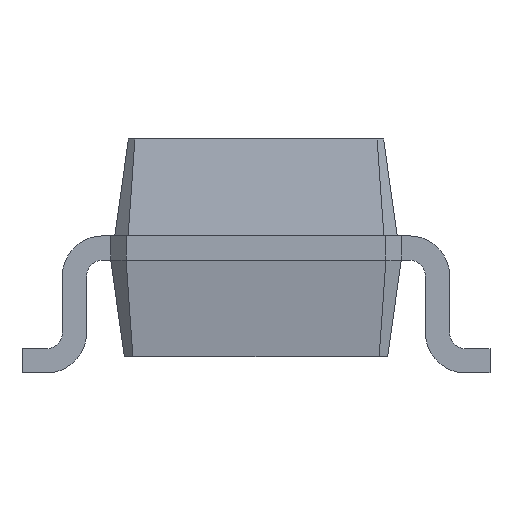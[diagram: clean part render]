
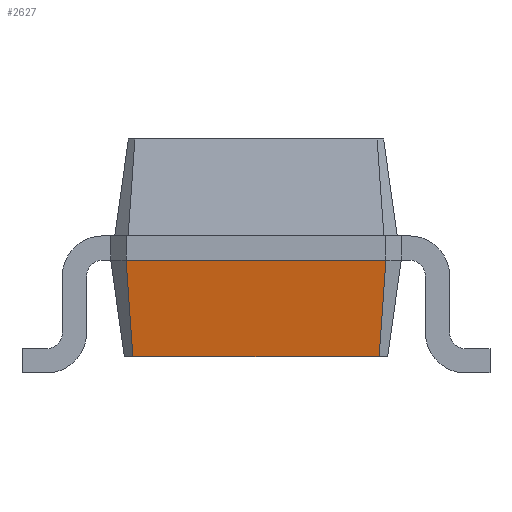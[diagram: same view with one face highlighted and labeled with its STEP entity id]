
A CAD part, left-side view. The second image highlights one B-rep face of the part: STEP entity #2627.
In plain terms, the highlighted free-form (B-spline) face has degree [1, 1] with [2, 2] control points.
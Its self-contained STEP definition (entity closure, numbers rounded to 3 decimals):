
#810 = PLANE('',#811);
#811 = AXIS2_PLACEMENT_3D('',#812,#813,#814);
#812 = CARTESIAN_POINT('',(-1.466,-0.763,0.1));
#813 = DIRECTION('',(0.,0.,1.));
#814 = DIRECTION('',(0.887,0.462,0.));
#837 = B_SPLINE_SURFACE_WITH_KNOTS('',1,1,(
    (#838,#839)
    ,(#840,#841
    )),.UNSPECIFIED.,.F.,.F.,.F.,(2,2),(2,2),(0.,0.134),(0.,1.)
  ,.PIECEWISE_BEZIER_KNOTS.);
#838 = CARTESIAN_POINT('',(-1.413,-0.816,0.1));
#839 = CARTESIAN_POINT('',(-1.455,-0.9,0.7));
#840 = CARTESIAN_POINT('',(-1.466,-0.763,0.1));
#841 = CARTESIAN_POINT('',(-1.55,-0.805,0.7));
#1415 = EDGE_CURVE('',#1416,#1418,#1420,.T.);
#1416 = VERTEX_POINT('',#1417);
#1417 = CARTESIAN_POINT('',(-1.466,-0.763,0.1));
#1418 = VERTEX_POINT('',#1419);
#1419 = CARTESIAN_POINT('',(-1.466,0.763,0.1));
#1420 = SURFACE_CURVE('',#1421,(#1425,#1432),.PCURVE_S1.);
#1421 = LINE('',#1422,#1423);
#1422 = CARTESIAN_POINT('',(-1.466,-0.763,0.1));
#1423 = VECTOR('',#1424,1.);
#1424 = DIRECTION('',(0.,1.,0.));
#1425 = PCURVE('',#810,#1426);
#1426 = DEFINITIONAL_REPRESENTATION('',(#1427),#1431);
#1427 = LINE('',#1428,#1429);
#1428 = CARTESIAN_POINT('',(0.,0.));
#1429 = VECTOR('',#1430,1.);
#1430 = DIRECTION('',(0.462,0.887));
#1431 = ( GEOMETRIC_REPRESENTATION_CONTEXT(2) 
PARAMETRIC_REPRESENTATION_CONTEXT() REPRESENTATION_CONTEXT('2D SPACE',''
  ) );
#1432 = PCURVE('',#1433,#1438);
#1433 = B_SPLINE_SURFACE_WITH_KNOTS('',1,1,(
    (#1434,#1435)
    ,(#1436,#1437
    )),.UNSPECIFIED.,.F.,.F.,.F.,(2,2),(2,2),(0.,1.61),(0.,1.),
  .PIECEWISE_BEZIER_KNOTS.);
#1434 = CARTESIAN_POINT('',(-1.466,-0.763,0.1));
#1435 = CARTESIAN_POINT('',(-1.55,-0.805,0.7));
#1436 = CARTESIAN_POINT('',(-1.466,0.763,0.1));
#1437 = CARTESIAN_POINT('',(-1.55,0.805,0.7));
#1438 = DEFINITIONAL_REPRESENTATION('',(#1439),#1442);
#1439 = B_SPLINE_CURVE_WITH_KNOTS('',1,(#1440,#1441),.UNSPECIFIED.,.F.,
  .F.,(2,2),(0.,1.526),.PIECEWISE_BEZIER_KNOTS.);
#1440 = CARTESIAN_POINT('',(0.,0.));
#1441 = CARTESIAN_POINT('',(1.61,0.));
#1442 = ( GEOMETRIC_REPRESENTATION_CONTEXT(2) 
PARAMETRIC_REPRESENTATION_CONTEXT() REPRESENTATION_CONTEXT('2D SPACE',''
  ) );
#1460 = B_SPLINE_SURFACE_WITH_KNOTS('',1,1,(
    (#1461,#1462)
    ,(#1463,#1464
    )),.UNSPECIFIED.,.F.,.F.,.F.,(2,2),(2,2),(0.,0.134),(0.,1.)
  ,.PIECEWISE_BEZIER_KNOTS.);
#1461 = CARTESIAN_POINT('',(-1.466,0.763,0.1));
#1462 = CARTESIAN_POINT('',(-1.55,0.805,0.7));
#1463 = CARTESIAN_POINT('',(-1.413,0.816,0.1));
#1464 = CARTESIAN_POINT('',(-1.455,0.9,0.7));
#1650 = EDGE_CURVE('',#1416,#1651,#1653,.T.);
#1651 = VERTEX_POINT('',#1652);
#1652 = CARTESIAN_POINT('',(-1.55,-0.805,0.7));
#1653 = SURFACE_CURVE('',#1654,(#1657,#1664),.PCURVE_S1.);
#1654 = B_SPLINE_CURVE_WITH_KNOTS('',1,(#1655,#1656),.UNSPECIFIED.,.F.,
  .F.,(2,2),(0.,1.),.PIECEWISE_BEZIER_KNOTS.);
#1655 = CARTESIAN_POINT('',(-1.466,-0.763,0.1));
#1656 = CARTESIAN_POINT('',(-1.55,-0.805,0.7));
#1657 = PCURVE('',#837,#1658);
#1658 = DEFINITIONAL_REPRESENTATION('',(#1659),#1663);
#1659 = LINE('',#1660,#1661);
#1660 = CARTESIAN_POINT('',(0.134,0.));
#1661 = VECTOR('',#1662,1.);
#1662 = DIRECTION('',(0.,1.));
#1663 = ( GEOMETRIC_REPRESENTATION_CONTEXT(2) 
PARAMETRIC_REPRESENTATION_CONTEXT() REPRESENTATION_CONTEXT('2D SPACE',''
  ) );
#1664 = PCURVE('',#1433,#1665);
#1665 = DEFINITIONAL_REPRESENTATION('',(#1666),#1670);
#1666 = LINE('',#1667,#1668);
#1667 = CARTESIAN_POINT('',(0.,0.));
#1668 = VECTOR('',#1669,1.);
#1669 = DIRECTION('',(0.,1.));
#1670 = ( GEOMETRIC_REPRESENTATION_CONTEXT(2) 
PARAMETRIC_REPRESENTATION_CONTEXT() REPRESENTATION_CONTEXT('2D SPACE',''
  ) );
#2595 = PLANE('',#2596);
#2596 = AXIS2_PLACEMENT_3D('',#2597,#2598,#2599);
#2597 = CARTESIAN_POINT('',(-1.55,-0.805,0.85));
#2598 = DIRECTION('',(1.,0.,0.));
#2599 = DIRECTION('',(0.,1.,0.));
#2627 = ADVANCED_FACE('',(#2628),#1433,.F.);
#2628 = FACE_BOUND('',#2629,.F.);
#2629 = EDGE_LOOP('',(#2630,#2631,#2653,#2674));
#2630 = ORIENTED_EDGE('',*,*,#1415,.T.);
#2631 = ORIENTED_EDGE('',*,*,#2632,.T.);
#2632 = EDGE_CURVE('',#1418,#2633,#2635,.T.);
#2633 = VERTEX_POINT('',#2634);
#2634 = CARTESIAN_POINT('',(-1.55,0.805,0.7));
#2635 = SURFACE_CURVE('',#2636,(#2639,#2646),.PCURVE_S1.);
#2636 = B_SPLINE_CURVE_WITH_KNOTS('',1,(#2637,#2638),.UNSPECIFIED.,.F.,
  .F.,(2,2),(0.,1.),.PIECEWISE_BEZIER_KNOTS.);
#2637 = CARTESIAN_POINT('',(-1.466,0.763,0.1));
#2638 = CARTESIAN_POINT('',(-1.55,0.805,0.7));
#2639 = PCURVE('',#1433,#2640);
#2640 = DEFINITIONAL_REPRESENTATION('',(#2641),#2645);
#2641 = LINE('',#2642,#2643);
#2642 = CARTESIAN_POINT('',(1.61,0.));
#2643 = VECTOR('',#2644,1.);
#2644 = DIRECTION('',(0.,1.));
#2645 = ( GEOMETRIC_REPRESENTATION_CONTEXT(2) 
PARAMETRIC_REPRESENTATION_CONTEXT() REPRESENTATION_CONTEXT('2D SPACE',''
  ) );
#2646 = PCURVE('',#1460,#2647);
#2647 = DEFINITIONAL_REPRESENTATION('',(#2648),#2652);
#2648 = LINE('',#2649,#2650);
#2649 = CARTESIAN_POINT('',(0.,0.));
#2650 = VECTOR('',#2651,1.);
#2651 = DIRECTION('',(0.,1.));
#2652 = ( GEOMETRIC_REPRESENTATION_CONTEXT(2) 
PARAMETRIC_REPRESENTATION_CONTEXT() REPRESENTATION_CONTEXT('2D SPACE',''
  ) );
#2653 = ORIENTED_EDGE('',*,*,#2654,.F.);
#2654 = EDGE_CURVE('',#1651,#2633,#2655,.T.);
#2655 = SURFACE_CURVE('',#2656,(#2660,#2667),.PCURVE_S1.);
#2656 = LINE('',#2657,#2658);
#2657 = CARTESIAN_POINT('',(-1.55,-0.805,0.7));
#2658 = VECTOR('',#2659,1.);
#2659 = DIRECTION('',(0.,1.,0.));
#2660 = PCURVE('',#1433,#2661);
#2661 = DEFINITIONAL_REPRESENTATION('',(#2662),#2666);
#2662 = LINE('',#2663,#2664);
#2663 = CARTESIAN_POINT('',(0.,1.));
#2664 = VECTOR('',#2665,1.);
#2665 = DIRECTION('',(1.,0.));
#2666 = ( GEOMETRIC_REPRESENTATION_CONTEXT(2) 
PARAMETRIC_REPRESENTATION_CONTEXT() REPRESENTATION_CONTEXT('2D SPACE',''
  ) );
#2667 = PCURVE('',#2595,#2668);
#2668 = DEFINITIONAL_REPRESENTATION('',(#2669),#2673);
#2669 = LINE('',#2670,#2671);
#2670 = CARTESIAN_POINT('',(0.,-0.15));
#2671 = VECTOR('',#2672,1.);
#2672 = DIRECTION('',(1.,0.));
#2673 = ( GEOMETRIC_REPRESENTATION_CONTEXT(2) 
PARAMETRIC_REPRESENTATION_CONTEXT() REPRESENTATION_CONTEXT('2D SPACE',''
  ) );
#2674 = ORIENTED_EDGE('',*,*,#1650,.F.);
